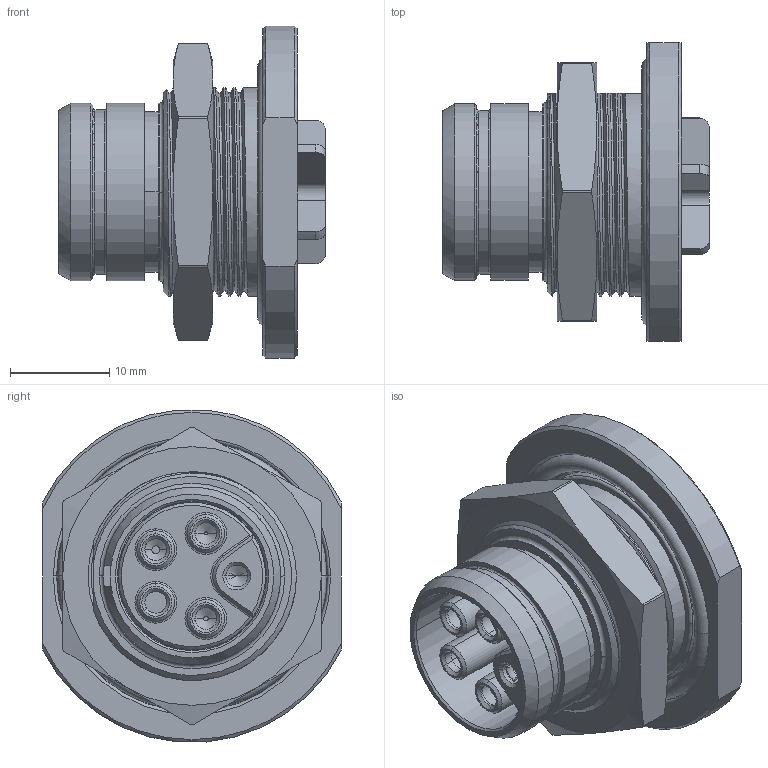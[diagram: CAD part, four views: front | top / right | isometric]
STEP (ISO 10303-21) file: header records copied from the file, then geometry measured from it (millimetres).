
FILE_DESCRIPTION((''),'2;1');
FILE_NAME('1331EV205FZ','2024-07-17T15:37:42',('paultorloting'),('NET AG system integration'),'CREO PARAMETRIC BY PTC INC, 2021404','CREO PARAMETRIC BY PTC INC, 2021404','');
FILE_SCHEMA(('AUTOMOTIVE_DESIGN { 1 0 10303 214 1 1 1 1 }'));
Length unit declared in the file: millimetre
Products named in the file (1): 1331EV205FZ
Bounding box: 26.8 x 30 x 33.38 mm (x, y, z)
Volume: 7316.4 mm3; surface area: 7854.4 mm2
Topology: 1 solids, 1 shells, 524 faces, 1369 edges, 868 vertices
Faces by surface type: plane 191, cylinder 169, cone 74, torus 65, bspline 25
Entity records: 23528 total; most frequent: CARTESIAN_POINT 7724, ORIENTED_EDGE 2714, DIRECTION 2602, EDGE_CURVE 1357, AXIS2_PLACEMENT_3D 1025, VERTEX_POINT 868, EDGE_LOOP 575, VECTOR 549
